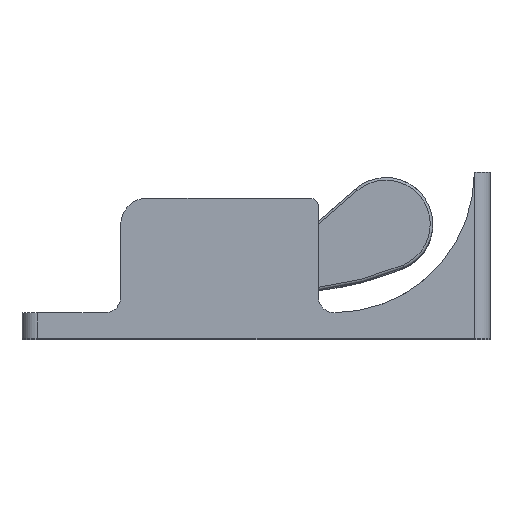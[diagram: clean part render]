
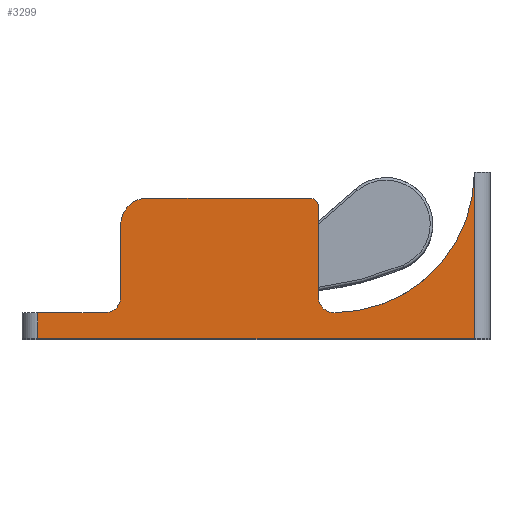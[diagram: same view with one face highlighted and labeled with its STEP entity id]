
A CAD part, top view. The second image highlights one B-rep face of the part: STEP entity #3299.
In plain terms, the highlighted face is planar.
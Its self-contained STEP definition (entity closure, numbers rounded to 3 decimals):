
#18 = VERTEX_POINT ( 'NONE', #1111 ) ;
#38 = AXIS2_PLACEMENT_3D ( 'NONE', #3490, #3018, #2553 ) ;
#209 = EDGE_CURVE ( 'NONE', #591, #3441, #4094, .T. ) ;
#210 = AXIS2_PLACEMENT_3D ( 'NONE', #3765, #3278, #2825 ) ;
#277 = DIRECTION ( 'NONE',  ( 1., 0., 0. ) ) ;
#345 = LINE ( 'NONE', #4487, #2129 ) ;
#352 = EDGE_CURVE ( 'NONE', #798, #3441, #4005, .T. ) ;
#372 = ORIENTED_EDGE ( 'NONE', *, *, #664, .T. ) ;
#374 = ORIENTED_EDGE ( 'NONE', *, *, #352, .F. ) ;
#394 = ORIENTED_EDGE ( 'NONE', *, *, #209, .T. ) ;
#535 = VERTEX_POINT ( 'NONE', #3720 ) ;
#551 = AXIS2_PLACEMENT_3D ( 'NONE', #1722, #1262, #775 ) ;
#574 = ORIENTED_EDGE ( 'NONE', *, *, #857, .F. ) ;
#576 = CIRCLE ( 'NONE', #38, 3. ) ;
#591 = VERTEX_POINT ( 'NONE', #1376 ) ;
#655 = ORIENTED_EDGE ( 'NONE', *, *, #4600, .T. ) ;
#664 = EDGE_CURVE ( 'NONE', #1723, #4467, #576, .T. ) ;
#755 = CARTESIAN_POINT ( 'NONE',  ( 48., 32., -9. ) ) ;
#758 = DIRECTION ( 'NONE',  ( 0., 0., -1. ) ) ;
#775 = DIRECTION ( 'NONE',  ( 1., 0., 0. ) ) ;
#798 = VERTEX_POINT ( 'NONE', #3073 ) ;
#857 = EDGE_CURVE ( 'NONE', #2778, #535, #2281, .T. ) ;
#878 = EDGE_CURVE ( 'NONE', #1843, #591, #4493, .T. ) ;
#912 = EDGE_CURVE ( 'NONE', #4467, #2956, #3463, .T. ) ;
#940 = FACE_OUTER_BOUND ( 'NONE', #1808, .T. ) ;
#1021 = CARTESIAN_POINT ( 'NONE',  ( 78., 25.5, -9. ) ) ;
#1111 = CARTESIAN_POINT ( 'NONE',  ( 111., 27., -9. ) ) ;
#1141 = VECTOR ( 'NONE', #2199, 1000. ) ;
#1176 = EDGE_CURVE ( 'NONE', #2778, #1723, #3059, .T. ) ;
#1244 = CARTESIAN_POINT ( 'NONE',  ( 119., 8., -9. ) ) ;
#1262 = DIRECTION ( 'NONE',  ( 0., 0., -1. ) ) ;
#1350 = DIRECTION ( 'NONE',  ( 0., -1., 0. ) ) ;
#1376 = CARTESIAN_POINT ( 'NONE',  ( 119., 5., -9. ) ) ;
#1476 = CARTESIAN_POINT ( 'NONE',  ( 79.5, 27., -9. ) ) ;
#1540 = VERTEX_POINT ( 'NONE', #1476 ) ;
#1561 = ORIENTED_EDGE ( 'NONE', *, *, #2913, .T. ) ;
#1704 = PLANE ( 'NONE',  #3729 ) ;
#1722 = CARTESIAN_POINT ( 'NONE',  ( 79.5, 25.5, -9. ) ) ;
#1723 = VERTEX_POINT ( 'NONE', #1752 ) ;
#1752 = CARTESIAN_POINT ( 'NONE',  ( 75., 5., -9. ) ) ;
#1808 = EDGE_LOOP ( 'NONE', ( #3203, #574, #1863, #372, #3831, #655, #3016, #1561, #1853, #2909, #394, #374 ) ) ;
#1813 = DIRECTION ( 'NONE',  ( 0., -1., 0. ) ) ;
#1819 = CARTESIAN_POINT ( 'NONE',  ( 48., 0., -9. ) ) ;
#1838 = DIRECTION ( 'NONE',  ( -1., 0., 0. ) ) ;
#1843 = VERTEX_POINT ( 'NONE', #4013 ) ;
#1853 = ORIENTED_EDGE ( 'NONE', *, *, #2729, .T. ) ;
#1863 = ORIENTED_EDGE ( 'NONE', *, *, #1176, .T. ) ;
#1996 = VERTEX_POINT ( 'NONE', #3816 ) ;
#2085 = CARTESIAN_POINT ( 'NONE',  ( 132., 5., -9. ) ) ;
#2129 = VECTOR ( 'NONE', #4004, 1000. ) ;
#2171 = DIRECTION ( 'NONE',  ( 1., 0., 0. ) ) ;
#2199 = DIRECTION ( 'NONE',  ( 1., 0., 0. ) ) ;
#2276 = CARTESIAN_POINT ( 'NONE',  ( 116., 8., -9. ) ) ;
#2281 = LINE ( 'NONE', #1819, #4553 ) ;
#2305 = CARTESIAN_POINT ( 'NONE',  ( 135., 0., -9. ) ) ;
#2530 = DIRECTION ( 'NONE',  ( 0., 1., 0. ) ) ;
#2553 = DIRECTION ( 'NONE',  ( -1., 0., 0. ) ) ;
#2643 = DIRECTION ( 'NONE',  ( 0., 0., 1. ) ) ;
#2674 = CARTESIAN_POINT ( 'NONE',  ( 135., 5., -9. ) ) ;
#2729 = EDGE_CURVE ( 'NONE', #1996, #1843, #3207, .T. ) ;
#2778 = VERTEX_POINT ( 'NONE', #755 ) ;
#2825 = DIRECTION ( 'NONE',  ( 1., 0., 0. ) ) ;
#2839 = AXIS2_PLACEMENT_3D ( 'NONE', #3897, #3401, #2933 ) ;
#2909 = ORIENTED_EDGE ( 'NONE', *, *, #878, .T. ) ;
#2913 = EDGE_CURVE ( 'NONE', #18, #1996, #3858, .T. ) ;
#2933 = DIRECTION ( 'NONE',  ( -1., 0., 0. ) ) ;
#2956 = VERTEX_POINT ( 'NONE', #1021 ) ;
#2997 = CARTESIAN_POINT ( 'NONE',  ( 78., 25.5, -9. ) ) ;
#3016 = ORIENTED_EDGE ( 'NONE', *, *, #3168, .T. ) ;
#3018 = DIRECTION ( 'NONE',  ( 0., 0., 1. ) ) ;
#3050 = DIRECTION ( 'NONE',  ( 0., 1., 0. ) ) ;
#3059 = CIRCLE ( 'NONE', #2839, 27. ) ;
#3073 = CARTESIAN_POINT ( 'NONE',  ( 132., 0., -9. ) ) ;
#3099 = CARTESIAN_POINT ( 'NONE',  ( 119., 8., -9. ) ) ;
#3168 = EDGE_CURVE ( 'NONE', #1540, #18, #345, .T. ) ;
#3203 = ORIENTED_EDGE ( 'NONE', *, *, #3364, .T. ) ;
#3207 = LINE ( 'NONE', #2276, #3323 ) ;
#3217 = VECTOR ( 'NONE', #3050, 1000. ) ;
#3234 = LINE ( 'NONE', #2305, #3783 ) ;
#3278 = DIRECTION ( 'NONE',  ( 0., 0., -1. ) ) ;
#3299 = ADVANCED_FACE ( 'NONE', ( #940 ), #1704, .T. ) ;
#3323 = VECTOR ( 'NONE', #1813, 1000. ) ;
#3329 = CIRCLE ( 'NONE', #551, 1.5 ) ;
#3364 = EDGE_CURVE ( 'NONE', #798, #535, #3234, .T. ) ;
#3401 = DIRECTION ( 'NONE',  ( 0., 0., 1. ) ) ;
#3441 = VERTEX_POINT ( 'NONE', #2085 ) ;
#3463 = LINE ( 'NONE', #2997, #3709 ) ;
#3490 = CARTESIAN_POINT ( 'NONE',  ( 75., 8., -9. ) ) ;
#3502 = AXIS2_PLACEMENT_3D ( 'NONE', #3099, #2643, #2171 ) ;
#3531 = CARTESIAN_POINT ( 'NONE',  ( 132., 5., -9. ) ) ;
#3709 = VECTOR ( 'NONE', #2530, 1000. ) ;
#3720 = CARTESIAN_POINT ( 'NONE',  ( 48., 0., -9. ) ) ;
#3729 = AXIS2_PLACEMENT_3D ( 'NONE', #1244, #758, #277 ) ;
#3765 = CARTESIAN_POINT ( 'NONE',  ( 111., 22., -9. ) ) ;
#3783 = VECTOR ( 'NONE', #1838, 1000. ) ;
#3816 = CARTESIAN_POINT ( 'NONE',  ( 116., 22., -9. ) ) ;
#3831 = ORIENTED_EDGE ( 'NONE', *, *, #912, .T. ) ;
#3858 = CIRCLE ( 'NONE', #210, 5. ) ;
#3897 = CARTESIAN_POINT ( 'NONE',  ( 75., 32., -9. ) ) ;
#3940 = CARTESIAN_POINT ( 'NONE',  ( 78., 8., -9. ) ) ;
#4004 = DIRECTION ( 'NONE',  ( 1., 0., 0. ) ) ;
#4005 = LINE ( 'NONE', #3531, #3217 ) ;
#4013 = CARTESIAN_POINT ( 'NONE',  ( 116., 8., -9. ) ) ;
#4094 = LINE ( 'NONE', #2674, #1141 ) ;
#4467 = VERTEX_POINT ( 'NONE', #3940 ) ;
#4487 = CARTESIAN_POINT ( 'NONE',  ( 111., 27., -9. ) ) ;
#4493 = CIRCLE ( 'NONE', #3502, 3. ) ;
#4553 = VECTOR ( 'NONE', #1350, 1000. ) ;
#4600 = EDGE_CURVE ( 'NONE', #2956, #1540, #3329, .T. ) ;
